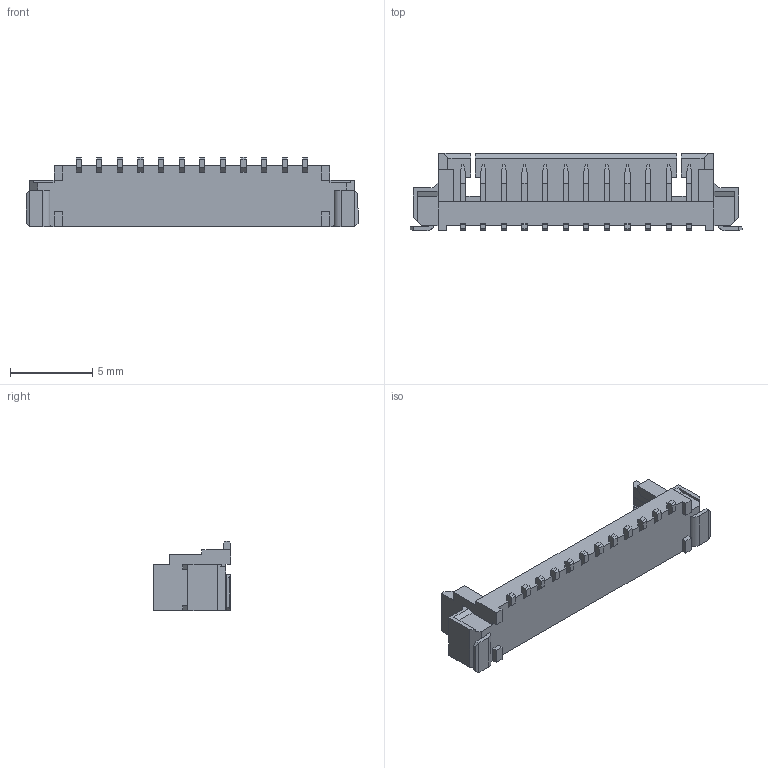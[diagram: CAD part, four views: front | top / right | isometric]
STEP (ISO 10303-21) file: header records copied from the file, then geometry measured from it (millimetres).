
FILE_DESCRIPTION (( 'STEP AP214' ), '1' );
FILE_NAME ('533984012.STEP', '2024-03-28T00:51:06', ( '' ), ( '' ), 'SwSTEP 2.0', 'SolidWorks 2021', '' );
FILE_SCHEMA (( 'AUTOMOTIVE_DESIGN' ));
Length unit declared in the file: millimetre
Products named in the file (1): 533984012
Bounding box: 20.15 x 4.7 x 4.2 mm (x, y, z)
Volume: 140.7 mm3; surface area: 480.3 mm2
Topology: 27 solids, 27 shells, 405 faces, 1031 edges, 680 vertices
Faces by surface type: plane 385, cylinder 18, cone 2
Entity records: 14990 total; most frequent: CARTESIAN_POINT 2147, ORIENTED_EDGE 2062, DIRECTION 1863, EDGE_CURVE 1031, VECTOR 991, LINE 991, VERTEX_POINT 680, AXIS2_PLACEMENT_3D 436
